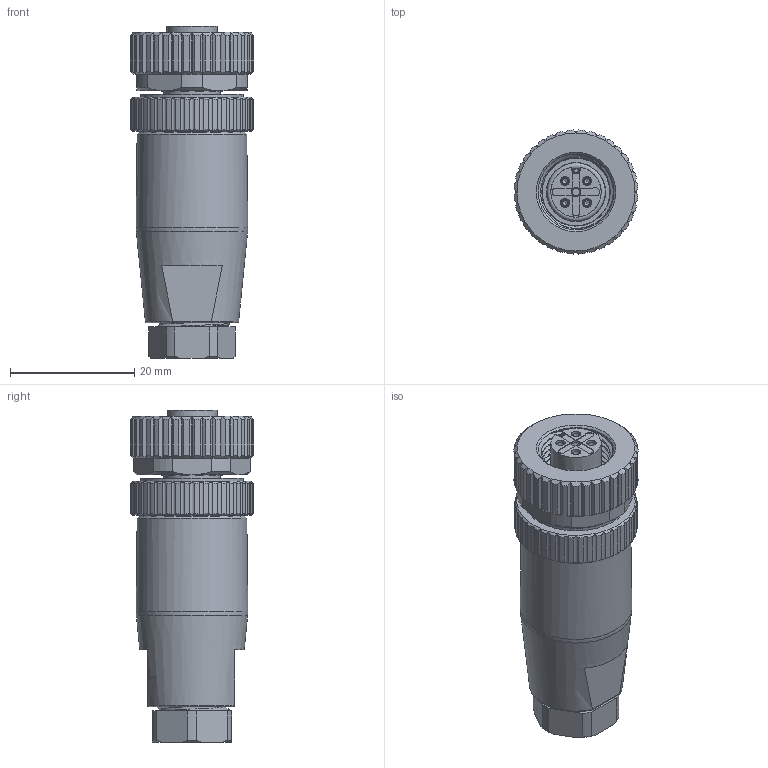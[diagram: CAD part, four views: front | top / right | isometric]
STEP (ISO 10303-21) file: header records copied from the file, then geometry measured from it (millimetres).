
FILE_DESCRIPTION(/* description */ (''),/* implementation_level */ '2;1');
FILE_NAME(/* name */ 'LS012.4-0-C-BU_new.stp',/* time_stamp */ '2023-11-23T11:19:40+08:00',/* author */ (''),/* organization */ (''),/* preprocessor_version */ 'ST-DEVELOPER v16',/* originating_system */ 'SIEMENS PLM Software NX 10.0',/* authorisation */ '');
FILE_SCHEMA (('AP203_CONFIGURATION_CONTROLLED_3D_DESIGN_OF_MECHANICAL_PARTS_AND_ASSEMBLIES_MIM_LF { 1 0 10303 403 2 1 2}'));
Length unit declared in the file: millimetre
Products named in the file (1): chan1F78936Ejvkl
Bounding box: 19.98 x 19.98 x 53.5 mm (x, y, z)
Volume: 12099.2 mm3; surface area: 7214.8 mm2
Topology: 10 solids, 10 shells, 640 faces, 1731 edges, 1127 vertices
Faces by surface type: cylinder 310, plane 239, cone 44, bspline 43, torus 4
Full cylindrical faces by diameter (mm): 1.2 x6, 1.5 x5, 1.67 x4, 2.3 x4, 7 x2, 8 x2, 9.5 x1, 9.8 x1, 10.9 x1, 12.1 x1, 16.6 x1, 17 x1
Entity records: 26645 total; most frequent: CARTESIAN_POINT 11420, ORIENTED_EDGE 3294, DIRECTION 2745, EDGE_CURVE 1647, VERTEX_POINT 1108, AXIS2_PLACEMENT_3D 1102, EDGE_LOOP 740, ADVANCED_FACE 640
